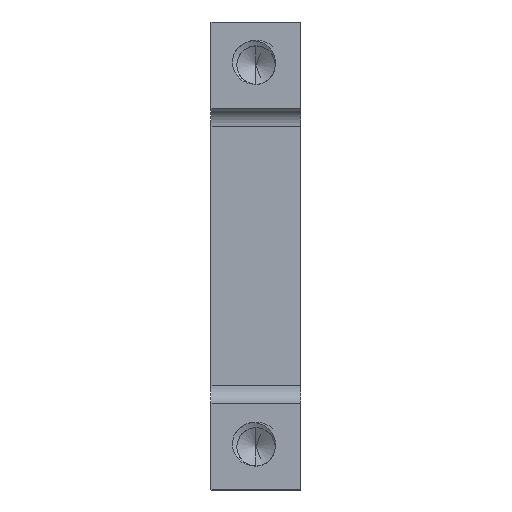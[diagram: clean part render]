
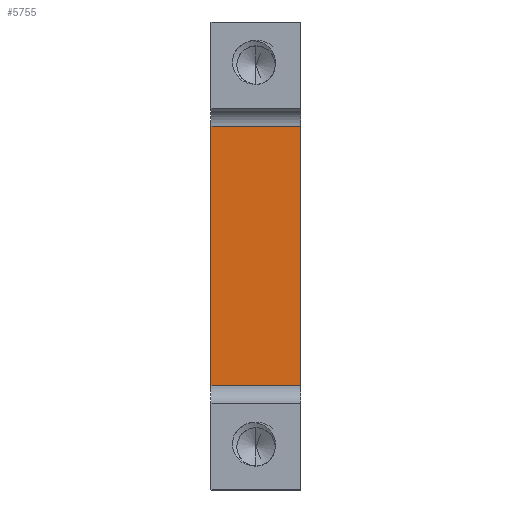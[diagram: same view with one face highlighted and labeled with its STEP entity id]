
A CAD part, left-side view. The second image highlights one B-rep face of the part: STEP entity #5755.
In plain terms, the highlighted planar face has unit normal (-1, 0, 0).
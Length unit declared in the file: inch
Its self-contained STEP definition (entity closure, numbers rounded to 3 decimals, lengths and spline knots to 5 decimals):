
#732 = EDGE_CURVE ( 'NONE', #1717, #6856, #5603, .T. ) ;
#790 = LINE ( 'NONE', #10136, #10300 ) ;
#1064 = CARTESIAN_POINT ( 'NONE',  ( -0.5475, 0., -0.36 ) ) ;
#1717 = VERTEX_POINT ( 'NONE', #1064 ) ;
#1813 = CARTESIAN_POINT ( 'NONE',  ( -0.5475, 0.25, 0.36 ) ) ;
#2082 = EDGE_CURVE ( 'NONE', #10485, #8193, #790, .T. ) ;
#3521 = DIRECTION ( 'NONE',  ( 0., 0., 1. ) ) ;
#3599 = EDGE_CURVE ( 'NONE', #6856, #8193, #10974, .T. ) ;
#5114 = DIRECTION ( 'NONE',  ( 1., 0., 0. ) ) ;
#5603 = LINE ( 'NONE', #11863, #13161 ) ;
#5755 = ADVANCED_FACE ( 'NONE', ( #14207 ), #7330, .F. ) ;
#5993 = VECTOR ( 'NONE', #9635, 39.37008 ) ;
#6133 = CARTESIAN_POINT ( 'NONE',  ( -0.5475, 0.25, 0.36 ) ) ;
#6430 = DIRECTION ( 'NONE',  ( 0., 0., -1. ) ) ;
#6856 = VERTEX_POINT ( 'NONE', #10701 ) ;
#7099 = CARTESIAN_POINT ( 'NONE',  ( -0.5475, 0., -0.36 ) ) ;
#7330 = PLANE ( 'NONE',  #8207 ) ;
#7406 = EDGE_LOOP ( 'NONE', ( #7987, #13764, #9349, #11429 ) ) ;
#7987 = ORIENTED_EDGE ( 'NONE', *, *, #732, .T. ) ;
#8193 = VERTEX_POINT ( 'NONE', #6133 ) ;
#8207 = AXIS2_PLACEMENT_3D ( 'NONE', #8430, #5114, #6430 ) ;
#8430 = CARTESIAN_POINT ( 'NONE',  ( -0.5475, 0.25, -0.41 ) ) ;
#8706 = LINE ( 'NONE', #7099, #14043 ) ;
#9349 = ORIENTED_EDGE ( 'NONE', *, *, #2082, .F. ) ;
#9635 = DIRECTION ( 'NONE',  ( 0., 1., 0. ) ) ;
#10136 = CARTESIAN_POINT ( 'NONE',  ( -0.5475, 0.25, -0.41 ) ) ;
#10300 = VECTOR ( 'NONE', #3521, 39.37008 ) ;
#10485 = VERTEX_POINT ( 'NONE', #14289 ) ;
#10701 = CARTESIAN_POINT ( 'NONE',  ( -0.5475, 0., 0.36 ) ) ;
#10974 = LINE ( 'NONE', #1813, #5993 ) ;
#11107 = EDGE_CURVE ( 'NONE', #10485, #1717, #8706, .T. ) ;
#11252 = DIRECTION ( 'NONE',  ( 0., -1., 0. ) ) ;
#11429 = ORIENTED_EDGE ( 'NONE', *, *, #11107, .T. ) ;
#11815 = DIRECTION ( 'NONE',  ( 0., 0., 1. ) ) ;
#11863 = CARTESIAN_POINT ( 'NONE',  ( -0.5475, 0., -0.41 ) ) ;
#13161 = VECTOR ( 'NONE', #11815, 39.37008 ) ;
#13764 = ORIENTED_EDGE ( 'NONE', *, *, #3599, .T. ) ;
#14043 = VECTOR ( 'NONE', #11252, 39.37008 ) ;
#14207 = FACE_OUTER_BOUND ( 'NONE', #7406, .T. ) ;
#14289 = CARTESIAN_POINT ( 'NONE',  ( -0.5475, 0.25, -0.36 ) ) ;
